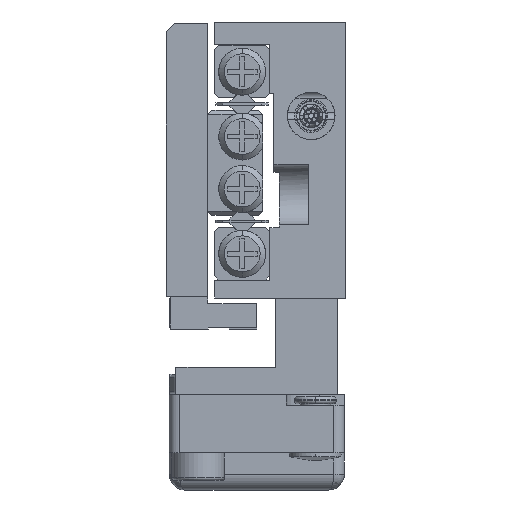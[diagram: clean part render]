
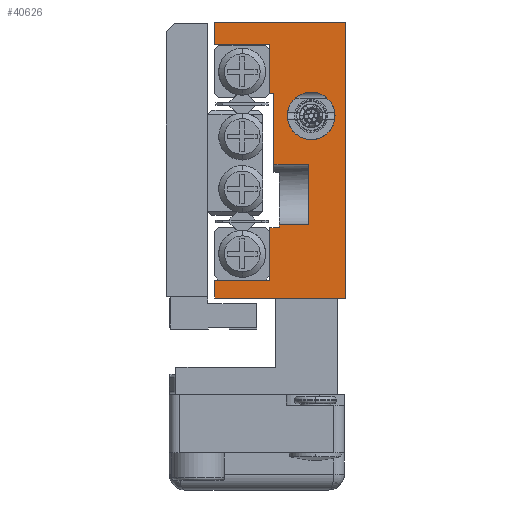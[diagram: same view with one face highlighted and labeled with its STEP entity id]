
A CAD part, left-side view. The second image highlights one B-rep face of the part: STEP entity #40626.
In plain terms, the highlighted planar face has unit normal (-1, 0, 0).
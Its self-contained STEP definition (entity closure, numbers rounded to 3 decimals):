
#420 = ORIENTED_EDGE ( 'NONE', *, *, #23784, .T. ) ;
#833 = DIRECTION ( 'NONE',  ( 0., 0., 1. ) ) ;
#875 = AXIS2_PLACEMENT_3D ( 'NONE', #31325, #18795, #35493 ) ;
#1248 = DIRECTION ( 'NONE',  ( 0., -1., 0. ) ) ;
#1339 = VECTOR ( 'NONE', #50981, 1000. ) ;
#1638 = CARTESIAN_POINT ( 'NONE',  ( -10., 5.5, 10. ) ) ;
#1678 = CARTESIAN_POINT ( 'NONE',  ( -10., 4.8, -4.9 ) ) ;
#2480 = CARTESIAN_POINT ( 'NONE',  ( -10., 5.5, -10. ) ) ;
#3352 = LINE ( 'NONE', #25891, #26151 ) ;
#3511 = CIRCLE ( 'NONE', #8529, 1.727 ) ;
#3515 = DIRECTION ( 'NONE',  ( 0., -1., 0. ) ) ;
#4395 = VERTEX_POINT ( 'NONE', #47218 ) ;
#4609 = VERTEX_POINT ( 'NONE', #8847 ) ;
#4624 = CARTESIAN_POINT ( 'NONE',  ( -10., 4.8, -4.7 ) ) ;
#5640 = AXIS2_PLACEMENT_3D ( 'NONE', #21135, #29927, #18428 ) ;
#5696 = ORIENTED_EDGE ( 'NONE', *, *, #16603, .F. ) ;
#6303 = LINE ( 'NONE', #18052, #49848 ) ;
#7183 = EDGE_CURVE ( 'NONE', #44593, #16828, #34580, .T. ) ;
#7509 = CARTESIAN_POINT ( 'NONE',  ( -10., 5.5, -4.9 ) ) ;
#7840 = EDGE_CURVE ( 'NONE', #18452, #37248, #21495, .T. ) ;
#7989 = CARTESIAN_POINT ( 'NONE',  ( -10., 2.5, 3.2 ) ) ;
#8446 = LINE ( 'NONE', #44708, #17694 ) ;
#8504 = CARTESIAN_POINT ( 'NONE',  ( -10., 9.5, -10. ) ) ;
#8529 = AXIS2_PLACEMENT_3D ( 'NONE', #7989, #20238, #36148 ) ;
#8715 = DIRECTION ( 'NONE',  ( 0., 1., 0. ) ) ;
#8740 = EDGE_LOOP ( 'NONE', ( #48909, #12443, #25663, #37460, #5696, #420, #50106, #11927, #47741, #36949, #13398, #38674, #46490, #11040, #49693, #40794 ) ) ;
#8847 = CARTESIAN_POINT ( 'NONE',  ( -10., 5.2, -0.3 ) ) ;
#9122 = CARTESIAN_POINT ( 'NONE',  ( -10., 5.5, 8.4 ) ) ;
#10288 = EDGE_CURVE ( 'NONE', #23237, #37665, #38195, .T. ) ;
#10835 = VERTEX_POINT ( 'NONE', #35729 ) ;
#11040 = ORIENTED_EDGE ( 'NONE', *, *, #10288, .F. ) ;
#11373 = CARTESIAN_POINT ( 'NONE',  ( -10., 5.2, 4.8 ) ) ;
#11684 = VERTEX_POINT ( 'NONE', #1678 ) ;
#11927 = ORIENTED_EDGE ( 'NONE', *, *, #7183, .T. ) ;
#12143 = VERTEX_POINT ( 'NONE', #21861 ) ;
#12366 = EDGE_CURVE ( 'NONE', #12143, #11684, #42474, .T. ) ;
#12443 = ORIENTED_EDGE ( 'NONE', *, *, #21922, .T. ) ;
#13398 = ORIENTED_EDGE ( 'NONE', *, *, #46997, .T. ) ;
#13703 = EDGE_CURVE ( 'NONE', #37665, #10835, #42298, .T. ) ;
#14465 = DIRECTION ( 'NONE',  ( 0., 0., -1. ) ) ;
#15004 = VERTEX_POINT ( 'NONE', #24639 ) ;
#15010 = CARTESIAN_POINT ( 'NONE',  ( -10., 5.5, -10. ) ) ;
#15333 = DIRECTION ( 'NONE',  ( 0., -1., 0. ) ) ;
#16549 = VECTOR ( 'NONE', #25393, 1000. ) ;
#16603 = EDGE_CURVE ( 'NONE', #25092, #12143, #49248, .T. ) ;
#16685 = VECTOR ( 'NONE', #22981, 1000. ) ;
#16828 = VERTEX_POINT ( 'NONE', #30685 ) ;
#16888 = CARTESIAN_POINT ( 'NONE',  ( -10., 2.692, -10. ) ) ;
#17694 = VECTOR ( 'NONE', #8715, 1000. ) ;
#18052 = CARTESIAN_POINT ( 'NONE',  ( -10., 5.5, -8.7 ) ) ;
#18147 = EDGE_LOOP ( 'NONE', ( #50072, #24286 ) ) ;
#18212 = LINE ( 'NONE', #9122, #41893 ) ;
#18339 = CARTESIAN_POINT ( 'NONE',  ( -10., 2.692, -0.3 ) ) ;
#18428 = DIRECTION ( 'NONE',  ( 0., 0., 1. ) ) ;
#18452 = VERTEX_POINT ( 'NONE', #21826 ) ;
#18795 = DIRECTION ( 'NONE',  ( 1., 0., 0. ) ) ;
#19571 = PLANE ( 'NONE',  #875 ) ;
#20083 = VECTOR ( 'NONE', #24416, 1000. ) ;
#20238 = DIRECTION ( 'NONE',  ( -1., 0., 0. ) ) ;
#21135 = CARTESIAN_POINT ( 'NONE',  ( -10., 2.5, 3.2 ) ) ;
#21495 = LINE ( 'NONE', #1638, #1339 ) ;
#21826 = CARTESIAN_POINT ( 'NONE',  ( -10., 9.5, 10. ) ) ;
#21861 = CARTESIAN_POINT ( 'NONE',  ( -10., 5.5, -4.9 ) ) ;
#21922 = EDGE_CURVE ( 'NONE', #15004, #32906, #45229, .T. ) ;
#21939 = CARTESIAN_POINT ( 'NONE',  ( -10., 9.5, -8.7 ) ) ;
#22328 = DIRECTION ( 'NONE',  ( 0., 0., 1. ) ) ;
#22767 = VERTEX_POINT ( 'NONE', #21939 ) ;
#22918 = LINE ( 'NONE', #30235, #39316 ) ;
#22981 = DIRECTION ( 'NONE',  ( 0., 0., 1. ) ) ;
#23237 = VERTEX_POINT ( 'NONE', #11373 ) ;
#23588 = EDGE_CURVE ( 'NONE', #16828, #37248, #23897, .T. ) ;
#23627 = CARTESIAN_POINT ( 'NONE',  ( -10., 5.5, -8.7 ) ) ;
#23753 = FACE_BOUND ( 'NONE', #18147, .T. ) ;
#23784 = EDGE_CURVE ( 'NONE', #25092, #22767, #6303, .T. ) ;
#23826 = VERTEX_POINT ( 'NONE', #31864 ) ;
#23897 = LINE ( 'NONE', #35894, #48206 ) ;
#24243 = CARTESIAN_POINT ( 'NONE',  ( -10., 0., 10. ) ) ;
#24286 = ORIENTED_EDGE ( 'NONE', *, *, #33333, .F. ) ;
#24416 = DIRECTION ( 'NONE',  ( 0., 0., -1. ) ) ;
#24639 = CARTESIAN_POINT ( 'NONE',  ( -10., 2.692, -4.7 ) ) ;
#25092 = VERTEX_POINT ( 'NONE', #23627 ) ;
#25393 = DIRECTION ( 'NONE',  ( 0., 1., 0. ) ) ;
#25663 = ORIENTED_EDGE ( 'NONE', *, *, #42176, .T. ) ;
#25891 = CARTESIAN_POINT ( 'NONE',  ( -10., 5.2, 4.8 ) ) ;
#26151 = VECTOR ( 'NONE', #43553, 1000. ) ;
#27169 = VERTEX_POINT ( 'NONE', #35391 ) ;
#28022 = VECTOR ( 'NONE', #3515, 1000. ) ;
#29146 = DIRECTION ( 'NONE',  ( 0., 0., -1. ) ) ;
#29927 = DIRECTION ( 'NONE',  ( -1., 0., 0. ) ) ;
#30122 = CARTESIAN_POINT ( 'NONE',  ( -10., 5.5, 4.8 ) ) ;
#30235 = CARTESIAN_POINT ( 'NONE',  ( -10., 4.8, -10. ) ) ;
#30685 = CARTESIAN_POINT ( 'NONE',  ( -10., 0., -10. ) ) ;
#30901 = CARTESIAN_POINT ( 'NONE',  ( -10., 9.5, 10. ) ) ;
#31325 = CARTESIAN_POINT ( 'NONE',  ( -10., 5.5, -10. ) ) ;
#31751 = CARTESIAN_POINT ( 'NONE',  ( -10., 5.5, 4.8 ) ) ;
#31864 = CARTESIAN_POINT ( 'NONE',  ( -10., 2.5, 1.473 ) ) ;
#31981 = LINE ( 'NONE', #8504, #20083 ) ;
#32906 = VERTEX_POINT ( 'NONE', #4624 ) ;
#33333 = EDGE_CURVE ( 'NONE', #23826, #27169, #3511, .T. ) ;
#34289 = VECTOR ( 'NONE', #22328, 1000. ) ;
#34580 = LINE ( 'NONE', #15010, #28022 ) ;
#34662 = DIRECTION ( 'NONE',  ( 0., 0., -1. ) ) ;
#35391 = CARTESIAN_POINT ( 'NONE',  ( -10., 2.5, 4.927 ) ) ;
#35425 = EDGE_CURVE ( 'NONE', #27169, #23826, #49930, .T. ) ;
#35493 = DIRECTION ( 'NONE',  ( 0., 0., -1. ) ) ;
#35729 = CARTESIAN_POINT ( 'NONE',  ( -10., 5.5, 8.4 ) ) ;
#35894 = CARTESIAN_POINT ( 'NONE',  ( -10., 0., -10. ) ) ;
#36148 = DIRECTION ( 'NONE',  ( 0., 0., 1. ) ) ;
#36517 = VECTOR ( 'NONE', #46050, 1000. ) ;
#36949 = ORIENTED_EDGE ( 'NONE', *, *, #7840, .F. ) ;
#37248 = VERTEX_POINT ( 'NONE', #24243 ) ;
#37460 = ORIENTED_EDGE ( 'NONE', *, *, #12366, .F. ) ;
#37665 = VERTEX_POINT ( 'NONE', #31751 ) ;
#38136 = CARTESIAN_POINT ( 'NONE',  ( -10., -2.141, -4.7 ) ) ;
#38195 = LINE ( 'NONE', #30122, #36517 ) ;
#38602 = VECTOR ( 'NONE', #14465, 1000. ) ;
#38622 = FACE_OUTER_BOUND ( 'NONE', #8740, .T. ) ;
#38674 = ORIENTED_EDGE ( 'NONE', *, *, #43823, .T. ) ;
#38893 = DIRECTION ( 'NONE',  ( 0., 1., 0. ) ) ;
#39316 = VECTOR ( 'NONE', #34662, 1000. ) ;
#39456 = VERTEX_POINT ( 'NONE', #18339 ) ;
#40626 = ADVANCED_FACE ( 'NONE', ( #23753, #38622 ), #19571, .F. ) ;
#40794 = ORIENTED_EDGE ( 'NONE', *, *, #42913, .F. ) ;
#41325 = EDGE_CURVE ( 'NONE', #22767, #44593, #31981, .T. ) ;
#41893 = VECTOR ( 'NONE', #1248, 1000. ) ;
#42176 = EDGE_CURVE ( 'NONE', #32906, #11684, #22918, .T. ) ;
#42298 = LINE ( 'NONE', #46738, #16685 ) ;
#42474 = LINE ( 'NONE', #7509, #44025 ) ;
#42650 = LINE ( 'NONE', #30901, #38602 ) ;
#42913 = EDGE_CURVE ( 'NONE', #39456, #4609, #8446, .T. ) ;
#43553 = DIRECTION ( 'NONE',  ( 0., 0., 1. ) ) ;
#43823 = EDGE_CURVE ( 'NONE', #4395, #10835, #18212, .T. ) ;
#44025 = VECTOR ( 'NONE', #15333, 1000. ) ;
#44336 = EDGE_CURVE ( 'NONE', #39456, #15004, #45575, .T. ) ;
#44593 = VERTEX_POINT ( 'NONE', #50013 ) ;
#44708 = CARTESIAN_POINT ( 'NONE',  ( -10., -2.141, -0.3 ) ) ;
#45229 = LINE ( 'NONE', #38136, #16549 ) ;
#45575 = LINE ( 'NONE', #16888, #49463 ) ;
#46050 = DIRECTION ( 'NONE',  ( 0., 1., 0. ) ) ;
#46490 = ORIENTED_EDGE ( 'NONE', *, *, #13703, .F. ) ;
#46738 = CARTESIAN_POINT ( 'NONE',  ( -10., 5.5, -10. ) ) ;
#46997 = EDGE_CURVE ( 'NONE', #18452, #4395, #42650, .T. ) ;
#47218 = CARTESIAN_POINT ( 'NONE',  ( -10., 9.5, 8.4 ) ) ;
#47437 = EDGE_CURVE ( 'NONE', #4609, #23237, #3352, .T. ) ;
#47741 = ORIENTED_EDGE ( 'NONE', *, *, #23588, .T. ) ;
#48206 = VECTOR ( 'NONE', #833, 1000. ) ;
#48909 = ORIENTED_EDGE ( 'NONE', *, *, #44336, .T. ) ;
#49248 = LINE ( 'NONE', #2480, #34289 ) ;
#49463 = VECTOR ( 'NONE', #29146, 1000. ) ;
#49693 = ORIENTED_EDGE ( 'NONE', *, *, #47437, .F. ) ;
#49848 = VECTOR ( 'NONE', #38893, 1000. ) ;
#49930 = CIRCLE ( 'NONE', #5640, 1.727 ) ;
#50013 = CARTESIAN_POINT ( 'NONE',  ( -10., 9.5, -10. ) ) ;
#50072 = ORIENTED_EDGE ( 'NONE', *, *, #35425, .F. ) ;
#50106 = ORIENTED_EDGE ( 'NONE', *, *, #41325, .T. ) ;
#50981 = DIRECTION ( 'NONE',  ( 0., -1., 0. ) ) ;
